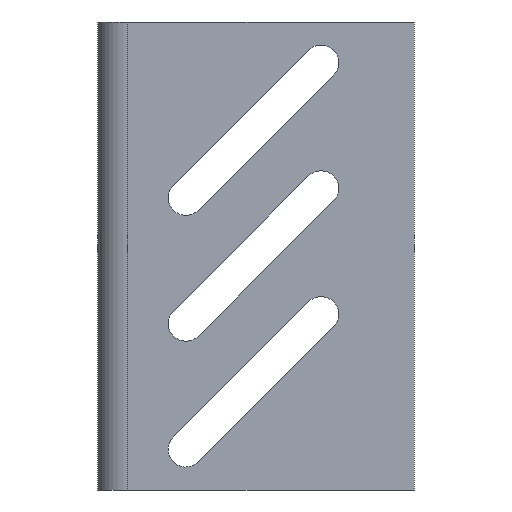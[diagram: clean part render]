
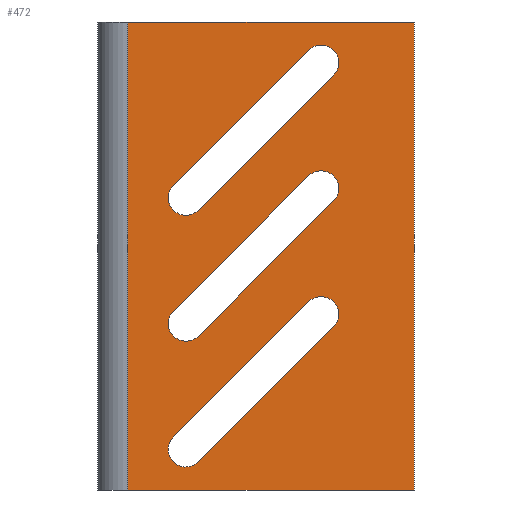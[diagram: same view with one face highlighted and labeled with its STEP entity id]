
A CAD part, front view. The second image highlights one B-rep face of the part: STEP entity #472.
In plain terms, the highlighted planar face has unit normal (0, -1, 0).
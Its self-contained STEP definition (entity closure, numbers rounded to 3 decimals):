
#13=DIRECTION('',(-0.707,0.,-0.707));
#14=VECTOR('',#13,38.);
#15=CARTESIAN_POINT('',(-16.09,0.,60.96));
#16=LINE('',#15,#14);
#17=CARTESIAN_POINT('',(-18.565,0.,63.435));
#18=DIRECTION('',(0.,1.,0.));
#19=DIRECTION('',(-0.707,0.,0.707));
#20=AXIS2_PLACEMENT_3D('',#17,#18,#19);
#22=DIRECTION('',(0.707,0.,0.707));
#23=VECTOR('',#22,38.);
#24=CARTESIAN_POINT('',(-47.91,0.,39.04));
#25=LINE('',#24,#23);
#26=CARTESIAN_POINT('',(-45.435,0.,36.565));
#27=DIRECTION('',(0.,1.,0.));
#28=DIRECTION('',(0.707,0.,-0.707));
#29=AXIS2_PLACEMENT_3D('',#26,#27,#28);
#31=DIRECTION('',(-0.707,0.,-0.707));
#32=VECTOR('',#31,38.);
#33=CARTESIAN_POINT('',(-16.09,0.,35.96));
#34=LINE('',#33,#32);
#35=CARTESIAN_POINT('',(-18.565,0.,38.435));
#36=DIRECTION('',(0.,1.,0.));
#37=DIRECTION('',(-0.707,0.,0.707));
#38=AXIS2_PLACEMENT_3D('',#35,#36,#37);
#40=DIRECTION('',(0.707,0.,0.707));
#41=VECTOR('',#40,38.);
#42=CARTESIAN_POINT('',(-47.91,0.,14.04));
#43=LINE('',#42,#41);
#44=DIRECTION('',(-1.,0.,0.));
#45=VECTOR('',#44,57.);
#46=CARTESIAN_POINT('',(0.,0.,-21.5));
#47=LINE('',#46,#45);
#48=DIRECTION('',(0.,0.,-1.));
#49=VECTOR('',#48,93.);
#50=CARTESIAN_POINT('',(0.,0.,71.5));
#51=LINE('',#50,#49);
#52=CARTESIAN_POINT('',(-18.565,0.,13.435));
#53=DIRECTION('',(0.,-1.,0.));
#54=DIRECTION('',(0.707,0.,-0.707));
#55=AXIS2_PLACEMENT_3D('',#52,#53,#54);
#57=DIRECTION('',(-0.707,0.,-0.707));
#58=VECTOR('',#57,38.);
#59=CARTESIAN_POINT('',(-21.04,0.,15.91));
#60=LINE('',#59,#58);
#61=CARTESIAN_POINT('',(-45.435,0.,-13.435));
#62=DIRECTION('',(0.,-1.,0.));
#63=DIRECTION('',(-0.707,0.,0.707));
#64=AXIS2_PLACEMENT_3D('',#61,#62,#63);
#66=CARTESIAN_POINT('',(-45.435,0.,-13.435));
#67=DIRECTION('',(0.,-1.,0.));
#68=DIRECTION('',(-1.,0.,0.));
#69=AXIS2_PLACEMENT_3D('',#66,#67,#68);
#71=DIRECTION('',(0.707,0.,0.707));
#72=VECTOR('',#71,38.);
#73=CARTESIAN_POINT('',(-42.96,0.,-15.91));
#74=LINE('',#73,#72);
#158=CARTESIAN_POINT('',(-45.435,0.,11.565));
#159=DIRECTION('',(0.,1.,0.));
#160=DIRECTION('',(0.707,0.,-0.707));
#161=AXIS2_PLACEMENT_3D('',#158,#159,#160);
#187=DIRECTION('',(-1.,0.,0.));
#188=VECTOR('',#187,57.);
#189=CARTESIAN_POINT('',(0.,0.,71.5));
#190=LINE('',#189,#188);
#279=DIRECTION('',(0.,0.,-1.));
#280=VECTOR('',#279,93.);
#281=CARTESIAN_POINT('',(-57.,0.,71.5));
#282=LINE('',#281,#280);
#303=CARTESIAN_POINT('',(-57.,0.,-21.5));
#305=VERTEX_POINT('',#303);
#311=CARTESIAN_POINT('',(0.,0.,-21.5));
#312=VERTEX_POINT('',#311);
#315=CARTESIAN_POINT('',(-21.04,0.,15.91));
#316=CARTESIAN_POINT('',(-47.91,0.,-10.96));
#317=VERTEX_POINT('',#315);
#318=VERTEX_POINT('',#316);
#319=CARTESIAN_POINT('',(-48.935,0.,-13.435));
#320=VERTEX_POINT('',#319);
#321=CARTESIAN_POINT('',(-42.96,0.,-15.91));
#322=VERTEX_POINT('',#321);
#323=CARTESIAN_POINT('',(-16.09,0.,10.96));
#324=VERTEX_POINT('',#323);
#343=CARTESIAN_POINT('',(0.,0.,71.5));
#344=CARTESIAN_POINT('',(-57.,0.,71.5));
#345=VERTEX_POINT('',#343);
#346=VERTEX_POINT('',#344);
#363=CARTESIAN_POINT('',(-16.09,0.,35.96));
#365=VERTEX_POINT('',#363);
#368=CARTESIAN_POINT('',(-42.96,0.,9.09));
#370=VERTEX_POINT('',#368);
#372=CARTESIAN_POINT('',(-21.04,0.,40.91));
#374=VERTEX_POINT('',#372);
#375=CARTESIAN_POINT('',(-47.91,0.,14.04));
#377=VERTEX_POINT('',#375);
#379=CARTESIAN_POINT('',(-16.09,0.,60.96));
#381=VERTEX_POINT('',#379);
#384=CARTESIAN_POINT('',(-42.96,0.,34.09));
#386=VERTEX_POINT('',#384);
#388=CARTESIAN_POINT('',(-21.04,0.,65.91));
#390=VERTEX_POINT('',#388);
#391=CARTESIAN_POINT('',(-47.91,0.,39.04));
#393=VERTEX_POINT('',#391);
#426=CARTESIAN_POINT('',(0.,0.,21.5));
#427=DIRECTION('',(0.,-1.,0.));
#428=DIRECTION('',(1.,0.,0.));
#429=AXIS2_PLACEMENT_3D('',#426,#427,#428);
#430=PLANE('',#429);
#431=ORIENTED_EDGE('',*,*,#416,.T.);
#433=ORIENTED_EDGE('',*,*,#432,.F.);
#435=ORIENTED_EDGE('',*,*,#434,.F.);
#437=ORIENTED_EDGE('',*,*,#436,.T.);
#438=EDGE_LOOP('',(#431,#433,#435,#437));
#439=FACE_OUTER_BOUND('',#438,.F.);
#441=ORIENTED_EDGE('',*,*,#440,.F.);
#443=ORIENTED_EDGE('',*,*,#442,.F.);
#445=ORIENTED_EDGE('',*,*,#444,.F.);
#447=ORIENTED_EDGE('',*,*,#446,.F.);
#448=EDGE_LOOP('',(#441,#443,#445,#447));
#449=FACE_BOUND('',#448,.F.);
#451=ORIENTED_EDGE('',*,*,#450,.F.);
#453=ORIENTED_EDGE('',*,*,#452,.F.);
#455=ORIENTED_EDGE('',*,*,#454,.F.);
#457=ORIENTED_EDGE('',*,*,#456,.F.);
#458=EDGE_LOOP('',(#451,#453,#455,#457));
#459=FACE_BOUND('',#458,.F.);
#461=ORIENTED_EDGE('',*,*,#460,.T.);
#463=ORIENTED_EDGE('',*,*,#462,.T.);
#465=ORIENTED_EDGE('',*,*,#464,.T.);
#467=ORIENTED_EDGE('',*,*,#466,.T.);
#469=ORIENTED_EDGE('',*,*,#468,.T.);
#470=EDGE_LOOP('',(#461,#463,#465,#467,#469));
#471=FACE_BOUND('',#470,.F.);
#472=ADVANCED_FACE('',(#439,#449,#459,#471),#430,.T.);
#21=CIRCLE('',#20,3.5);
#30=CIRCLE('',#29,3.5);
#39=CIRCLE('',#38,3.5);
#56=CIRCLE('',#55,3.5);
#65=CIRCLE('',#64,3.5);
#70=CIRCLE('',#69,3.5);
#162=CIRCLE('',#161,3.5);
#416=EDGE_CURVE('',#312,#305,#47,.T.);
#432=EDGE_CURVE('',#346,#305,#282,.T.);
#434=EDGE_CURVE('',#345,#346,#190,.T.);
#436=EDGE_CURVE('',#345,#312,#51,.T.);
#440=EDGE_CURVE('',#365,#370,#34,.T.);
#442=EDGE_CURVE('',#374,#365,#39,.T.);
#444=EDGE_CURVE('',#377,#374,#43,.T.);
#446=EDGE_CURVE('',#370,#377,#162,.T.);
#450=EDGE_CURVE('',#381,#386,#16,.T.);
#452=EDGE_CURVE('',#390,#381,#21,.T.);
#454=EDGE_CURVE('',#393,#390,#25,.T.);
#456=EDGE_CURVE('',#386,#393,#30,.T.);
#460=EDGE_CURVE('',#324,#317,#56,.T.);
#462=EDGE_CURVE('',#317,#318,#60,.T.);
#464=EDGE_CURVE('',#318,#320,#65,.T.);
#466=EDGE_CURVE('',#320,#322,#70,.T.);
#468=EDGE_CURVE('',#322,#324,#74,.T.);
